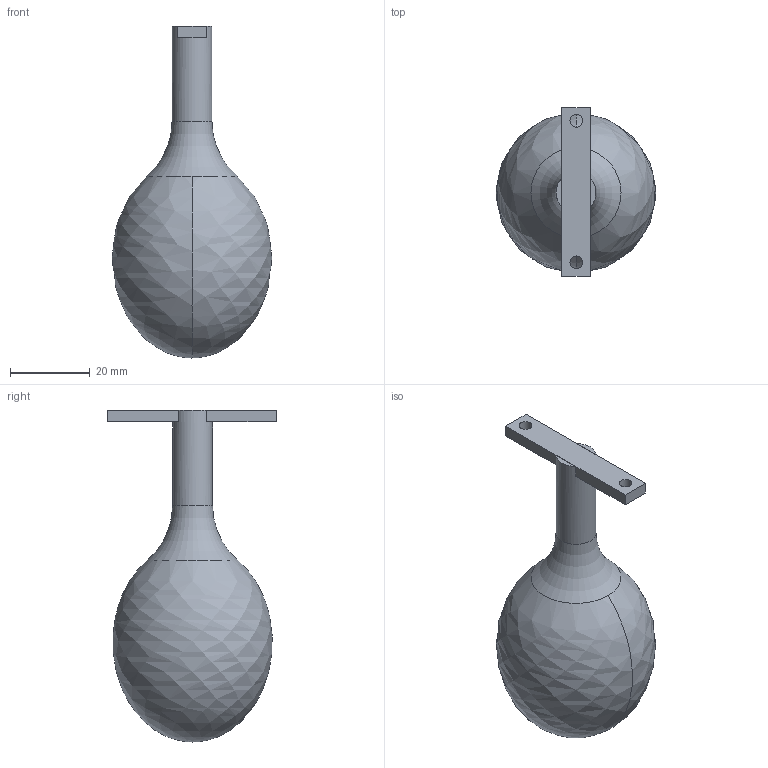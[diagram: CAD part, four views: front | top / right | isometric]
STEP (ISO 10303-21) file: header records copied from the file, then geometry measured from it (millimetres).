
FILE_DESCRIPTION(/* description */ (''),/* implementation_level */ '2;1');
FILE_NAME(/* name */ 'mold_int.step',/* time_stamp */ '2021-05-20T21:22:58+02:00',/* author */ (''),/* organization */ (''),/* preprocessor_version */ 'ST-DEVELOPER v18.1',/* originating_system */ 'Autodesk Translation Framework v10.6.0.1341',/* authorisation */ '');
FILE_SCHEMA (('AUTOMOTIVE_DESIGN { 1 0 10303 214 3 1 1 }'));
Length unit declared in the file: millimetre
Products named in the file (2): moule_2; mold_in
Assembly tree (1 placements, depth 2):
  moule_2
    mold_in
Bounding box: 40 x 42.33 x 83.24 mm (x, y, z)
Volume: 45725.5 mm3; surface area: 7672.7 mm2
Topology: 1 solids, 1 shells, 15 faces, 48 edges, 33 vertices
Faces by surface type: plane 9, cylinder 3, bspline 2, torus 1
Full cylindrical faces by diameter (mm): 3.2 x2, 10 x1
Entity records: 661 total; most frequent: CARTESIAN_POINT 145, DIRECTION 101, ORIENTED_EDGE 92, EDGE_CURVE 46, AXIS2_PLACEMENT_3D 39, VERTEX_POINT 33, LINE 23, VECTOR 23
